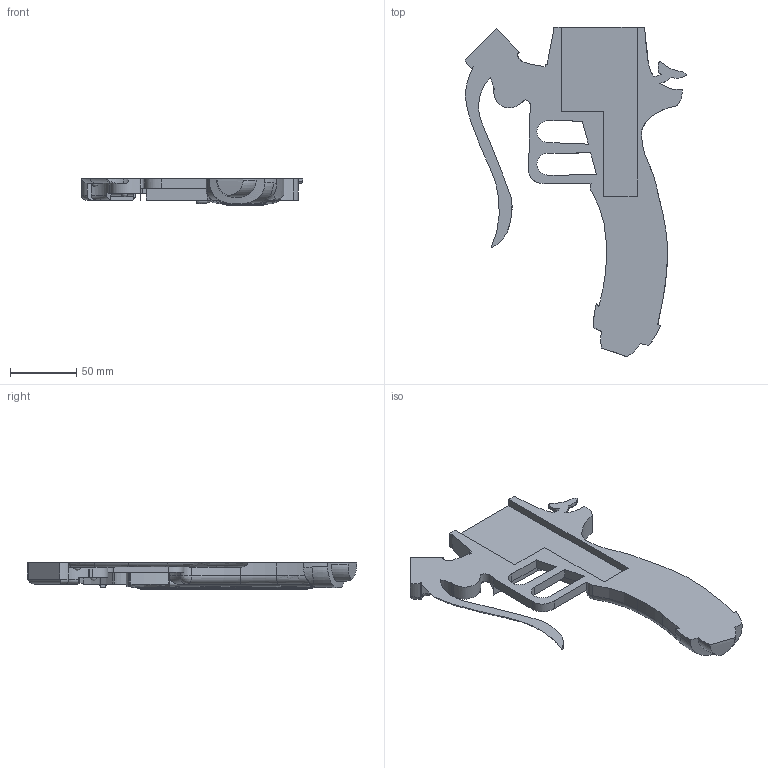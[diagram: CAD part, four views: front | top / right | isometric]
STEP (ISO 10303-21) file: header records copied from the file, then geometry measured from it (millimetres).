
FILE_DESCRIPTION(/* description */ (''),/* implementation_level */ '2;1');
FILE_NAME(/* name */ 'Handel.b.b x1.4.stp',/* time_stamp */ '2021-04-05T14:40:06-06:00',/* author */ ('newic'),/* organization */ (''),/* preprocessor_version */ 'ST-DEVELOPER v18.1',/* originating_system */ 'Autodesk Inventor 2021',/* authorisation */ '');
FILE_SCHEMA (('AUTOMOTIVE_DESIGN { 1 0 10303 214 3 1 1 }'));
Length unit declared in the file: inch
Products named in the file (1): Handel.b
Bounding box: 166.87 x 247.86 x 19.94 mm (x, y, z)
Volume: 224995.4 mm3; surface area: 52521.1 mm2
Topology: 1 solids, 1 shells, 197 faces, 547 edges, 353 vertices
Faces by surface type: cylinder 67, plane 58, torus 51, bspline 17, sphere 4
Entity records: 7905 total; most frequent: CARTESIAN_POINT 2956, ORIENTED_EDGE 1086, DIRECTION 988, EDGE_CURVE 543, AXIS2_PLACEMENT_3D 407, VERTEX_POINT 353, CIRCLE 222, EDGE_LOOP 208
